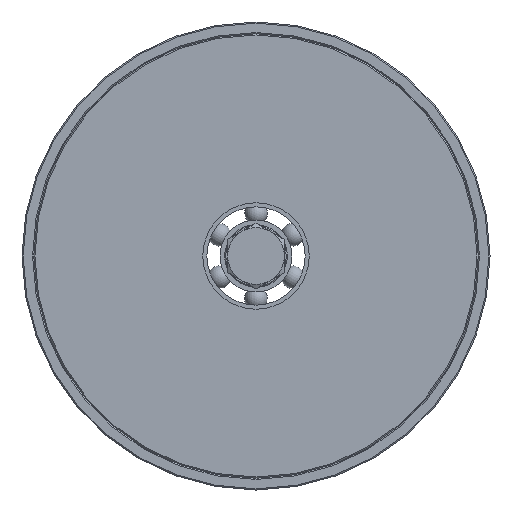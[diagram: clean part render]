
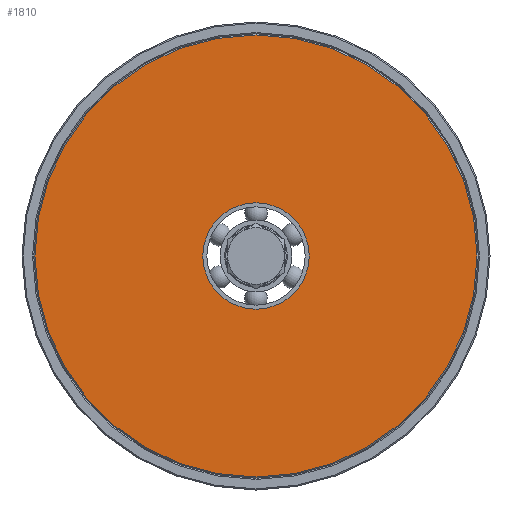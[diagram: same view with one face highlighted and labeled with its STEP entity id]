
A CAD part, left-side view. The second image highlights one B-rep face of the part: STEP entity #1810.
In plain terms, the highlighted face is planar.
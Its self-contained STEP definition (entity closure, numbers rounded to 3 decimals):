
#159=FACE_BOUND('',#331,.T.);
#190=PLANE('',#2072);
#225=FACE_OUTER_BOUND('',#330,.T.);
#330=EDGE_LOOP('',(#1258,#1259));
#331=EDGE_LOOP('',(#1260,#1261));
#592=CIRCLE('',#2070,93.5);
#593=CIRCLE('',#2071,93.5);
#594=CIRCLE('',#2073,22.5);
#595=CIRCLE('',#2074,22.5);
#766=VERTEX_POINT('',#3010);
#767=VERTEX_POINT('',#3012);
#768=VERTEX_POINT('',#3016);
#769=VERTEX_POINT('',#3017);
#980=EDGE_CURVE('',#767,#766,#592,.T.);
#981=EDGE_CURVE('',#766,#767,#593,.T.);
#982=EDGE_CURVE('',#768,#769,#594,.T.);
#983=EDGE_CURVE('',#769,#768,#595,.T.);
#1258=ORIENTED_EDGE('',*,*,#980,.T.);
#1259=ORIENTED_EDGE('',*,*,#981,.T.);
#1260=ORIENTED_EDGE('',*,*,#982,.T.);
#1261=ORIENTED_EDGE('',*,*,#983,.T.);
#1810=ADVANCED_FACE('',(#225,#159),#190,.T.);
#2070=AXIS2_PLACEMENT_3D('',#3013,#2371,#2372);
#2071=AXIS2_PLACEMENT_3D('',#3014,#2373,#2374);
#2072=AXIS2_PLACEMENT_3D('',#3015,#2375,#2376);
#2073=AXIS2_PLACEMENT_3D('',#3018,#2377,#2378);
#2074=AXIS2_PLACEMENT_3D('',#3019,#2379,#2380);
#2371=DIRECTION('center_axis',(0.,0.,-1.));
#2372=DIRECTION('ref_axis',(0.,1.,0.));
#2373=DIRECTION('center_axis',(0.,0.,-1.));
#2374=DIRECTION('ref_axis',(0.,1.,0.));
#2375=DIRECTION('center_axis',(0.,0.,-1.));
#2376=DIRECTION('ref_axis',(-1.,0.,0.));
#2377=DIRECTION('center_axis',(0.,0.,1.));
#2378=DIRECTION('ref_axis',(0.,1.,0.));
#2379=DIRECTION('center_axis',(0.,0.,1.));
#2380=DIRECTION('ref_axis',(0.,1.,0.));
#3010=CARTESIAN_POINT('',(0.,-93.5,-12.5));
#3012=CARTESIAN_POINT('',(0.,93.5,-12.5));
#3013=CARTESIAN_POINT('Origin',(0.,0.,-12.5));
#3014=CARTESIAN_POINT('Origin',(0.,0.,-12.5));
#3015=CARTESIAN_POINT('Origin',(0.,0.,-12.5));
#3016=CARTESIAN_POINT('',(0.,22.5,-12.5));
#3017=CARTESIAN_POINT('',(0.,-22.5,-12.5));
#3018=CARTESIAN_POINT('Origin',(0.,0.,-12.5));
#3019=CARTESIAN_POINT('Origin',(0.,0.,-12.5));
